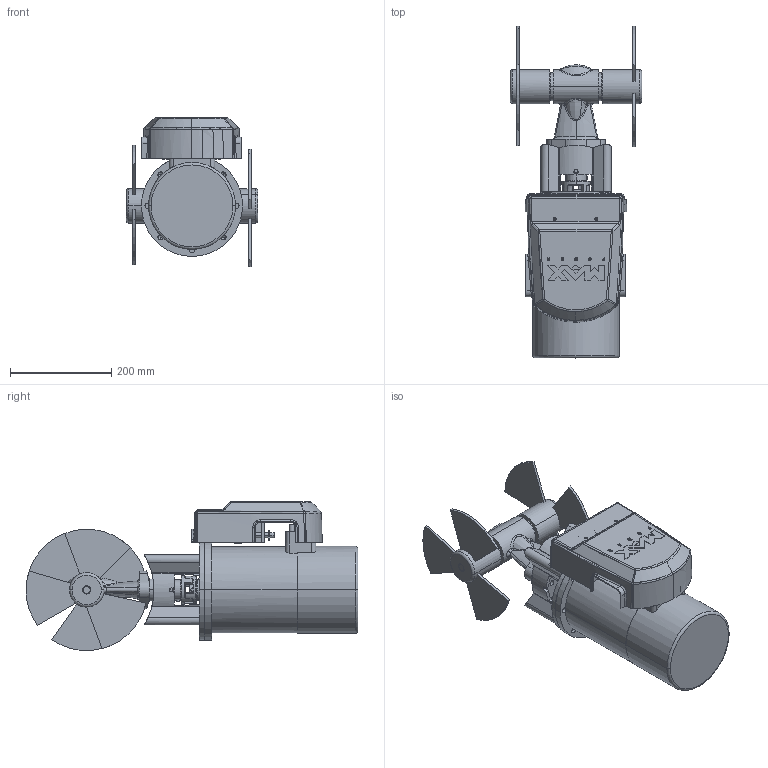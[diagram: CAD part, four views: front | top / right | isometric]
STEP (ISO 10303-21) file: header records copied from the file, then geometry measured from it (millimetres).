
FILE_DESCRIPTION(('CATIA V5 STEP Exchange'),'2;1');
FILE_NAME('CT225.stp','2014-11-20T09:22:00+00:00',('none'),('none'),'CATIA Version 5 Release 21 GA (IN-10)','CATIA V5 STEP AP203','none');
FILE_SCHEMA(('CONFIG_CONTROL_DESIGN'));
Products named in the file (1): CT225
Bounding box: 260 x 656.5 x 294.99 mm (x, y, z)
Volume: 10611600 mm3; surface area: 845966.5 mm2
Topology: 5 solids, 9 shells, 1042 faces, 2828 edges, 1859 vertices
Faces by surface type: plane 498, cylinder 265, bspline 191, torus 49, cone 29, revolution 6, sphere 4
Entity records: 44088 total; most frequent: CARTESIAN_POINT 21268, ORIENTED_EDGE 5628, DIRECTION 3155, EDGE_CURVE 2814, VERTEX_POINT 1859, VECTOR 1320, LINE 1320, AXIS2_PLACEMENT_3D 1255
